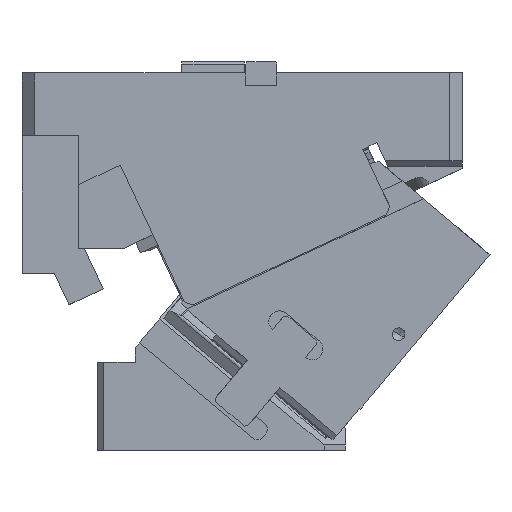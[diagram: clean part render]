
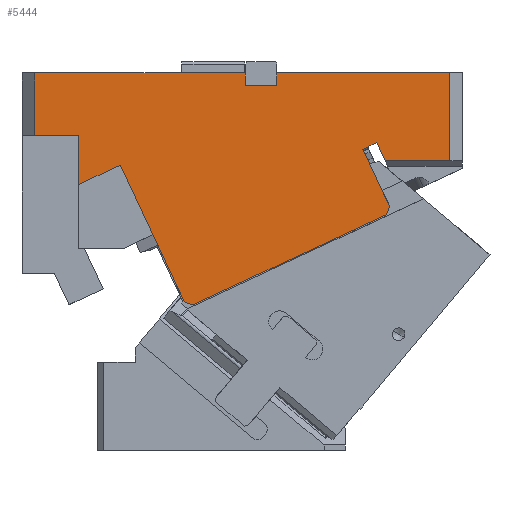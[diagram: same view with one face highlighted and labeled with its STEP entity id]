
A CAD part, front view. The second image highlights one B-rep face of the part: STEP entity #5444.
In plain terms, the highlighted planar face has unit normal (0, -1, 0).
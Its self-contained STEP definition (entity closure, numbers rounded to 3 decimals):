
#282=CARTESIAN_POINT('Vertex',(-275.,-75.,211.268)) ;
#285=CARTESIAN_POINT('Line Origine',(-275.,-75.,230.634)) ;
#289=CARTESIAN_POINT('Vertex',(-275.,-75.,250.)) ;
#435=CARTESIAN_POINT('Vertex',(-241.763,-75.,226.767)) ;
#440=CARTESIAN_POINT('Line Origine',(-258.381,-75.,219.017)) ;
#1008=CARTESIAN_POINT('Vertex',(-49.056,-75.,239.421)) ;
#1011=CARTESIAN_POINT('Line Origine',(-38.484,-75.,216.751)) ;
#1015=CARTESIAN_POINT('Vertex',(-27.913,-75.,194.081)) ;
#1109=CARTESIAN_POINT('Vertex',(-44.513,-75.,241.51)) ;
#1112=CARTESIAN_POINT('Line Origine',(-44.518,-75.,241.522)) ;
#1116=CARTESIAN_POINT('Vertex',(-44.524,-75.,241.534)) ;
#1372=CARTESIAN_POINT('Line Origine',(-29.122,-75.,190.759)) ;
#1376=CARTESIAN_POINT('Vertex',(-30.332,-75.,187.436)) ;
#1567=CARTESIAN_POINT('Vertex',(-184.404,-75.,115.591)) ;
#1570=CARTESIAN_POINT('Line Origine',(-187.726,-75.,116.801)) ;
#1574=CARTESIAN_POINT('Vertex',(-191.049,-75.,118.01)) ;
#1704=CARTESIAN_POINT('Vertex',(-310.,-75.,300.)) ;
#1718=CARTESIAN_POINT('Vertex',(-310.,-75.,250.)) ;
#1721=CARTESIAN_POINT('Line Origine',(-310.,-75.,275.)) ;
#1832=CARTESIAN_POINT('Line Origine',(-48.75,-75.,300.)) ;
#1836=CARTESIAN_POINT('Vertex',(20.,-75.,300.)) ;
#1838=CARTESIAN_POINT('Vertex',(-117.5,-75.,300.)) ;
#2022=CARTESIAN_POINT('Vertex',(20.,-75.,230.)) ;
#2030=CARTESIAN_POINT('Line Origine',(20.,-75.,265.)) ;
#2051=CARTESIAN_POINT('Vertex',(-31.422,-75.,230.)) ;
#2068=CARTESIAN_POINT('Line Origine',(-5.711,-75.,230.)) ;
#2181=CARTESIAN_POINT('Line Origine',(-34.795,-75.,237.234)) ;
#2185=CARTESIAN_POINT('Vertex',(-38.168,-75.,244.468)) ;
#2278=CARTESIAN_POINT('Vertex',(-142.5,-75.,300.)) ;
#2281=CARTESIAN_POINT('Line Origine',(-142.5,-75.,295.)) ;
#2285=CARTESIAN_POINT('Vertex',(-142.5,-75.,290.)) ;
#4863=CARTESIAN_POINT('Vertex',(-117.5,-75.,290.)) ;
#4866=CARTESIAN_POINT('Line Origine',(-117.5,-75.,295.)) ;
#4878=CARTESIAN_POINT('Line Origine',(-130.,-75.,290.)) ;
#5007=CARTESIAN_POINT('Line Origine',(-107.368,-75.,151.514)) ;
#5074=CARTESIAN_POINT('Line Origine',(-41.341,-75.,242.989)) ;
#5098=CARTESIAN_POINT('Line Origine',(-226.25,-75.,300.)) ;
#5187=CARTESIAN_POINT('Line Origine',(-46.79,-75.,240.477)) ;
#5333=CARTESIAN_POINT('Line Origine',(-216.406,-75.,172.388)) ;
#5412=CARTESIAN_POINT('Axis2P3D Location',(-320.,-75.,250.)) ;
#5417=CARTESIAN_POINT('Line Origine',(-292.5,-75.,250.)) ;
#286=DIRECTION('Vector Direction',(0.,0.,-1.)) ;
#441=DIRECTION('Vector Direction',(0.906,0.,0.423)) ;
#1012=DIRECTION('Vector Direction',(-0.423,0.,0.906)) ;
#1113=DIRECTION('Vector Direction',(-0.423,0.,0.906)) ;
#1373=DIRECTION('Vector Direction',(0.342,0.,0.94)) ;
#1571=DIRECTION('Vector Direction',(0.94,0.,-0.342)) ;
#1722=DIRECTION('Vector Direction',(0.,0.,-1.)) ;
#1833=DIRECTION('Vector Direction',(-1.,0.,0.)) ;
#2031=DIRECTION('Vector Direction',(0.,0.,1.)) ;
#2069=DIRECTION('Vector Direction',(1.,0.,0.)) ;
#2182=DIRECTION('Vector Direction',(0.423,0.,-0.906)) ;
#2282=DIRECTION('Vector Direction',(0.,0.,1.)) ;
#4867=DIRECTION('Vector Direction',(0.,0.,1.)) ;
#4879=DIRECTION('Vector Direction',(1.,0.,0.)) ;
#5008=DIRECTION('Vector Direction',(0.906,0.,0.423)) ;
#5075=DIRECTION('Vector Direction',(0.906,0.,0.423)) ;
#5099=DIRECTION('Vector Direction',(-1.,0.,0.)) ;
#5188=DIRECTION('Vector Direction',(0.906,0.,0.423)) ;
#5334=DIRECTION('Vector Direction',(-0.423,0.,0.906)) ;
#5413=DIRECTION('Axis2P3D Direction',(0.,1.,0.)) ;
#5414=DIRECTION('Axis2P3D XDirection',(-1.,0.,0.)) ;
#5418=DIRECTION('Vector Direction',(1.,0.,0.)) ;
#5415=AXIS2_PLACEMENT_3D('Plane Axis2P3D',#5412,#5413,#5414) ;
#5423=ORIENTED_EDGE('',*,*,#4870,.F.) ;
#5424=ORIENTED_EDGE('',*,*,#4882,.F.) ;
#5425=ORIENTED_EDGE('',*,*,#2287,.T.) ;
#5426=ORIENTED_EDGE('',*,*,#5102,.T.) ;
#5427=ORIENTED_EDGE('',*,*,#1725,.T.) ;
#5428=ORIENTED_EDGE('',*,*,#5421,.T.) ;
#5429=ORIENTED_EDGE('',*,*,#291,.T.) ;
#5430=ORIENTED_EDGE('',*,*,#444,.T.) ;
#5431=ORIENTED_EDGE('',*,*,#5337,.F.) ;
#5432=ORIENTED_EDGE('',*,*,#1576,.T.) ;
#5433=ORIENTED_EDGE('',*,*,#5011,.T.) ;
#5434=ORIENTED_EDGE('',*,*,#1378,.T.) ;
#5435=ORIENTED_EDGE('',*,*,#1017,.T.) ;
#5436=ORIENTED_EDGE('',*,*,#5191,.T.) ;
#5437=ORIENTED_EDGE('',*,*,#1118,.F.) ;
#5438=ORIENTED_EDGE('',*,*,#5078,.T.) ;
#5439=ORIENTED_EDGE('',*,*,#2187,.T.) ;
#5440=ORIENTED_EDGE('',*,*,#2072,.T.) ;
#5441=ORIENTED_EDGE('',*,*,#2034,.T.) ;
#5442=ORIENTED_EDGE('',*,*,#1840,.T.) ;
#287=VECTOR('Line Direction',#286,1.) ;
#442=VECTOR('Line Direction',#441,1.) ;
#1013=VECTOR('Line Direction',#1012,1.) ;
#1114=VECTOR('Line Direction',#1113,1.) ;
#1374=VECTOR('Line Direction',#1373,1.) ;
#1572=VECTOR('Line Direction',#1571,1.) ;
#1723=VECTOR('Line Direction',#1722,1.) ;
#1834=VECTOR('Line Direction',#1833,1.) ;
#2032=VECTOR('Line Direction',#2031,1.) ;
#2070=VECTOR('Line Direction',#2069,1.) ;
#2183=VECTOR('Line Direction',#2182,1.) ;
#2283=VECTOR('Line Direction',#2282,1.) ;
#4868=VECTOR('Line Direction',#4867,1.) ;
#4880=VECTOR('Line Direction',#4879,1.) ;
#5009=VECTOR('Line Direction',#5008,1.) ;
#5076=VECTOR('Line Direction',#5075,1.) ;
#5100=VECTOR('Line Direction',#5099,1.) ;
#5189=VECTOR('Line Direction',#5188,1.) ;
#5335=VECTOR('Line Direction',#5334,1.) ;
#5419=VECTOR('Line Direction',#5418,1.) ;
#5444=ADVANCED_FACE('CAM HOLDER',(#5443),#5416,.F.) ;
#291=EDGE_CURVE('',#290,#283,#288,.T.) ;
#444=EDGE_CURVE('',#283,#436,#443,.T.) ;
#1017=EDGE_CURVE('',#1016,#1009,#1014,.T.) ;
#1118=EDGE_CURVE('',#1110,#1117,#1115,.T.) ;
#1378=EDGE_CURVE('',#1377,#1016,#1375,.T.) ;
#1576=EDGE_CURVE('',#1575,#1568,#1573,.T.) ;
#1725=EDGE_CURVE('',#1705,#1719,#1724,.T.) ;
#1840=EDGE_CURVE('',#1837,#1839,#1835,.T.) ;
#2034=EDGE_CURVE('',#2023,#1837,#2033,.T.) ;
#2072=EDGE_CURVE('',#2052,#2023,#2071,.T.) ;
#2187=EDGE_CURVE('',#2186,#2052,#2184,.T.) ;
#2287=EDGE_CURVE('',#2286,#2279,#2284,.T.) ;
#4870=EDGE_CURVE('',#4864,#1839,#4869,.T.) ;
#4882=EDGE_CURVE('',#2286,#4864,#4881,.T.) ;
#5011=EDGE_CURVE('',#1568,#1377,#5010,.T.) ;
#5078=EDGE_CURVE('',#1110,#2186,#5077,.T.) ;
#5102=EDGE_CURVE('',#2279,#1705,#5101,.T.) ;
#5191=EDGE_CURVE('',#1009,#1117,#5190,.T.) ;
#5337=EDGE_CURVE('',#1575,#436,#5336,.T.) ;
#5421=EDGE_CURVE('',#1719,#290,#5420,.T.) ;
#5422=EDGE_LOOP('',(#5423,#5424,#5425,#5426,#5427,#5428,#5429,#5430,#5431,#5432,#5433,#5434,#5435,#5436,#5437,#5438,#5439,#5440,#5441,#5442)) ;
#5443=FACE_OUTER_BOUND('',#5422,.T.) ;
#288=LINE('Line',#285,#287) ;
#443=LINE('Line',#440,#442) ;
#1014=LINE('Line',#1011,#1013) ;
#1115=LINE('Line',#1112,#1114) ;
#1375=LINE('Line',#1372,#1374) ;
#1573=LINE('Line',#1570,#1572) ;
#1724=LINE('Line',#1721,#1723) ;
#1835=LINE('Line',#1832,#1834) ;
#2033=LINE('Line',#2030,#2032) ;
#2071=LINE('Line',#2068,#2070) ;
#2184=LINE('Line',#2181,#2183) ;
#2284=LINE('Line',#2281,#2283) ;
#4869=LINE('Line',#4866,#4868) ;
#4881=LINE('Line',#4878,#4880) ;
#5010=LINE('Line',#5007,#5009) ;
#5077=LINE('Line',#5074,#5076) ;
#5101=LINE('Line',#5098,#5100) ;
#5190=LINE('Line',#5187,#5189) ;
#5336=LINE('Line',#5333,#5335) ;
#5420=LINE('Line',#5417,#5419) ;
#5416=PLANE('Plane',#5415) ;
#283=VERTEX_POINT('',#282) ;
#290=VERTEX_POINT('',#289) ;
#436=VERTEX_POINT('',#435) ;
#1009=VERTEX_POINT('',#1008) ;
#1016=VERTEX_POINT('',#1015) ;
#1110=VERTEX_POINT('',#1109) ;
#1117=VERTEX_POINT('',#1116) ;
#1377=VERTEX_POINT('',#1376) ;
#1568=VERTEX_POINT('',#1567) ;
#1575=VERTEX_POINT('',#1574) ;
#1705=VERTEX_POINT('',#1704) ;
#1719=VERTEX_POINT('',#1718) ;
#1837=VERTEX_POINT('',#1836) ;
#1839=VERTEX_POINT('',#1838) ;
#2023=VERTEX_POINT('',#2022) ;
#2052=VERTEX_POINT('',#2051) ;
#2186=VERTEX_POINT('',#2185) ;
#2279=VERTEX_POINT('',#2278) ;
#2286=VERTEX_POINT('',#2285) ;
#4864=VERTEX_POINT('',#4863) ;
